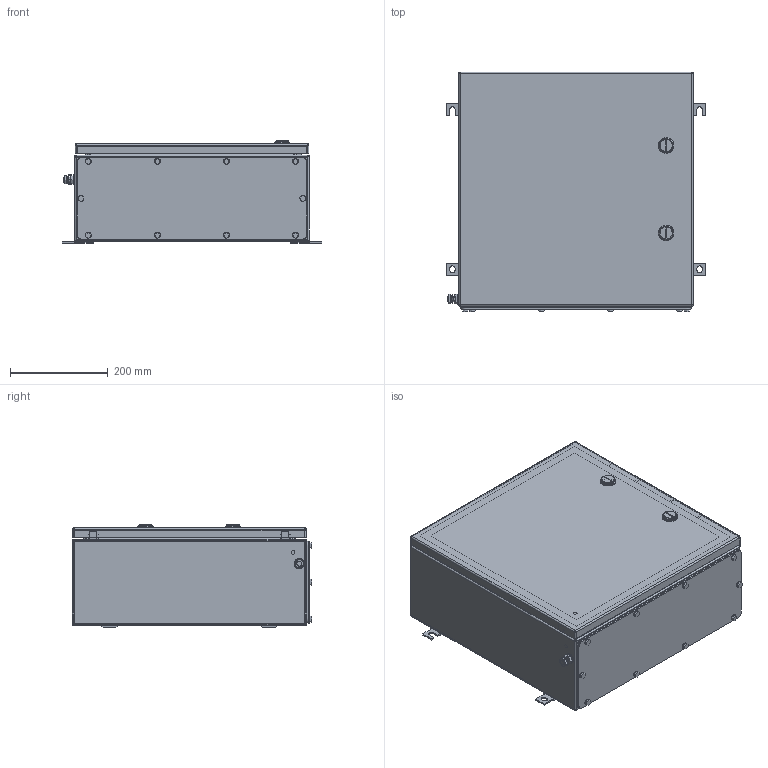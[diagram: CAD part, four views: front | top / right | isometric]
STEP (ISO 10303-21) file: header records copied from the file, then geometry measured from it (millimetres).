
FILE_DESCRIPTION(('CATIA V5 STEP Exchange','CAx-IF Rec.Pracs.--- Model Styling and Organization---1.4--- 2014-01-23'),'2;1');
FILE_NAME ('008823-6_6_1200510000_1200510000.stp','2023-03-01T18:07:58+00:00',('none'),('Weidmueller'),'CATIA Version 5-6 Release 2016 SP3 HF44','CATIA V5 STEP AP214','none');
FILE_SCHEMA(('AUTOMOTIVE_DESIGN { 1 0 10303 214 1 1 1 1 }'));
Length unit declared in the file: millimetre
Products named in the file (1): ZUB_KTB_QL_484820_1GP
Bounding box: 531 x 491 x 209.8 mm (x, y, z)
Volume: 1785670.6 mm3; surface area: 2073967.4 mm2
Topology: 68 solids, 70 shells, 1459 faces, 3412 edges, 2112 vertices
Faces by surface type: plane 645, cylinder 594, cone 140, sphere 48, torus 24, bspline 8
Entity records: 43873 total; most frequent: CARTESIAN_POINT 10696, ORIENTED_EDGE 6664, DIRECTION 5616, EDGE_CURVE 3332, AXIS2_PLACEMENT_3D 2419, VERTEX_POINT 2112, VECTOR 1872, LINE 1872
